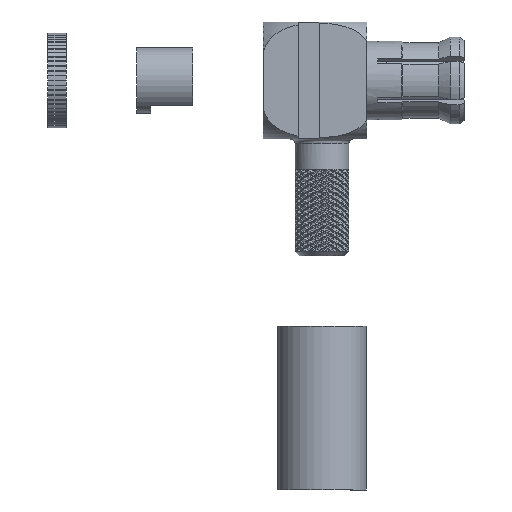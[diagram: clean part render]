
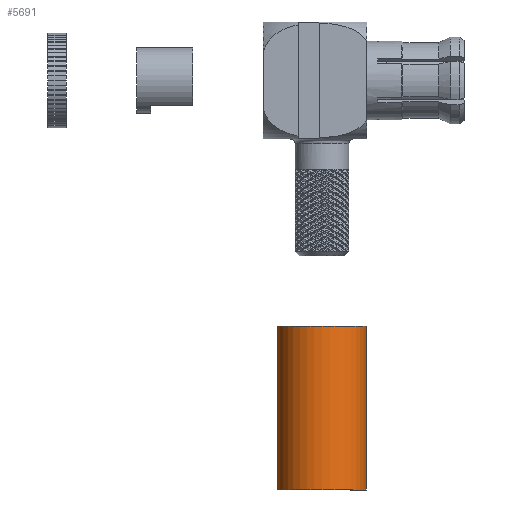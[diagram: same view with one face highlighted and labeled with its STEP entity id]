
A CAD part, front view. The second image highlights one B-rep face of the part: STEP entity #5691.
In plain terms, the highlighted cylindrical face has radius 1.9 mm (diameter 3.8 mm), a full revolution.
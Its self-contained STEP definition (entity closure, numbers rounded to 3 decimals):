
#5691 = ADVANCED_FACE( '', ( #16580, #16581 ), #16582, .T. );
#16580 = FACE_OUTER_BOUND( '', #38188, .T. );
#16581 = FACE_OUTER_BOUND( '', #38189, .T. );
#16582 = CYLINDRICAL_SURFACE( '', #38190, 1.9 );
#38188 = EDGE_LOOP( '', ( #250904 ) );
#38189 = EDGE_LOOP( '', ( #250905 ) );
#38190 = AXIS2_PLACEMENT_3D( '', #250906, #250907, #250908 );
#250904 = ORIENTED_EDGE( '', *, *, #283939, .F. );
#250905 = ORIENTED_EDGE( '', *, *, #283940, .T. );
#250906 = CARTESIAN_POINT( '', ( 0., 0., -8. ) );
#250907 = DIRECTION( '', ( 0., 0., 1. ) );
#250908 = DIRECTION( '', ( -1., 0., 0. ) );
#283939 = EDGE_CURVE( '', #301110, #301110, #301111, .T. );
#283940 = EDGE_CURVE( '', #301112, #301112, #301113, .T. );
#301110 = VERTEX_POINT( '', #328049 );
#301111 = CIRCLE( '', #328050, 1.9 );
#301112 = VERTEX_POINT( '', #328051 );
#301113 = CIRCLE( '', #328052, 1.9 );
#328049 = CARTESIAN_POINT( '', ( -1.9, 0., -8. ) );
#328050 = AXIS2_PLACEMENT_3D( '', #426471, #426472, #426473 );
#328051 = CARTESIAN_POINT( '', ( -1.9, 0., -15. ) );
#328052 = AXIS2_PLACEMENT_3D( '', #426474, #426475, #426476 );
#426471 = CARTESIAN_POINT( '', ( 0., 0., -8. ) );
#426472 = DIRECTION( '', ( 0., 0., 1. ) );
#426473 = DIRECTION( '', ( -1., 0., 0. ) );
#426474 = CARTESIAN_POINT( '', ( 0., 0., -15. ) );
#426475 = DIRECTION( '', ( 0., 0., 1. ) );
#426476 = DIRECTION( '', ( -1., 0., 0. ) );
